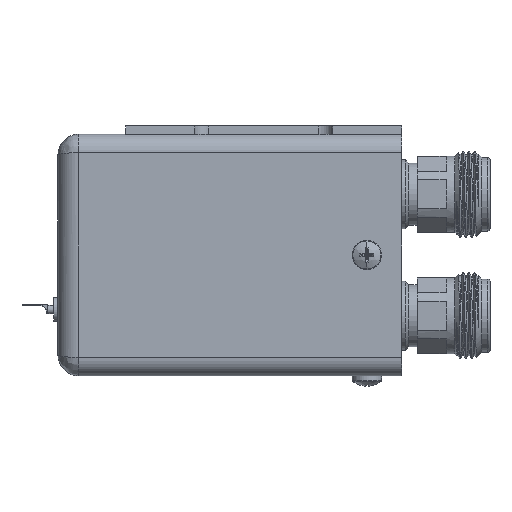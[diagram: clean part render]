
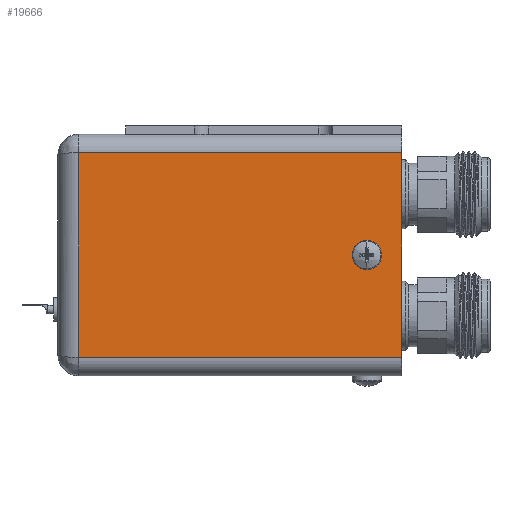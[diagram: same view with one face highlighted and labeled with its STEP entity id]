
A CAD part, left-side view. The second image highlights one B-rep face of the part: STEP entity #19666.
In plain terms, the highlighted planar face has unit normal (-1, 0, 0).
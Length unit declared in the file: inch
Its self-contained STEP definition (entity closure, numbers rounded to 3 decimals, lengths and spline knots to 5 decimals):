
#3 = CARTESIAN_POINT ( 'NONE',  ( -0.875, 2.49, -0.741 ) ) ;
#1093 = DIRECTION ( 'NONE',  ( 0., 0., 1. ) ) ;
#1503 = VECTOR ( 'NONE', #2612, 39.37008 ) ;
#1511 = VECTOR ( 'NONE', #16366, 39.37008 ) ;
#2581 = DIRECTION ( 'NONE',  ( 0., 1., 0. ) ) ;
#2612 = DIRECTION ( 'NONE',  ( 0., 0., 1. ) ) ;
#2792 = DIRECTION ( 'NONE',  ( 0., -1., 0. ) ) ;
#3359 = CARTESIAN_POINT ( 'NONE',  ( -0.875, 0.252, 0. ) ) ;
#3804 = CARTESIAN_POINT ( 'NONE',  ( -0.875, 0.252, 0. ) ) ;
#4005 = AXIS2_PLACEMENT_3D ( 'NONE', #3359, #28160, #30875 ) ;
#5869 = VERTEX_POINT ( 'NONE', #7603 ) ;
#6285 = AXIS2_PLACEMENT_3D ( 'NONE', #8121, #15810, #30072 ) ;
#6401 = ORIENTED_EDGE ( 'NONE', *, *, #31145, .F. ) ;
#7257 = LINE ( 'NONE', #22102, #22635 ) ;
#7603 = CARTESIAN_POINT ( 'NONE',  ( -0.875, 0.252, -0.0675 ) ) ;
#7642 = CARTESIAN_POINT ( 'NONE',  ( -0.875, 0., 0.741 ) ) ;
#8121 = CARTESIAN_POINT ( 'NONE',  ( -0.875, 2.49, 0.875 ) ) ;
#8295 = AXIS2_PLACEMENT_3D ( 'NONE', #3804, #28303, #1093 ) ;
#8296 = EDGE_CURVE ( 'NONE', #24831, #18293, #22076, .T. ) ;
#11017 = CARTESIAN_POINT ( 'NONE',  ( -0.875, 2.34, -0.741 ) ) ;
#12388 = EDGE_CURVE ( 'NONE', #23259, #15501, #14143, .T. ) ;
#13581 = FACE_OUTER_BOUND ( 'NONE', #18766, .T. ) ;
#13856 = ORIENTED_EDGE ( 'NONE', *, *, #12388, .T. ) ;
#14088 = CARTESIAN_POINT ( 'NONE',  ( -0.875, 0.252, 0.0675 ) ) ;
#14143 = LINE ( 'NONE', #16214, #1511 ) ;
#14462 = CIRCLE ( 'NONE', #8295, 0.0675 ) ;
#15501 = VERTEX_POINT ( 'NONE', #7642 ) ;
#15810 = DIRECTION ( 'NONE',  ( 1., 0., 0. ) ) ;
#16214 = CARTESIAN_POINT ( 'NONE',  ( -0.875, 0., 0. ) ) ;
#16366 = DIRECTION ( 'NONE',  ( 0., 0., 1. ) ) ;
#16387 = ORIENTED_EDGE ( 'NONE', *, *, #17545, .F. ) ;
#16481 = EDGE_CURVE ( 'NONE', #28406, #5869, #14462, .T. ) ;
#17545 = EDGE_CURVE ( 'NONE', #18293, #15501, #7257, .T. ) ;
#18293 = VERTEX_POINT ( 'NONE', #21062 ) ;
#18664 = ORIENTED_EDGE ( 'NONE', *, *, #8296, .F. ) ;
#18766 = EDGE_LOOP ( 'NONE', ( #21683, #13856, #16387, #18664 ) ) ;
#19666 = ADVANCED_FACE ( 'NONE', ( #13581, #23305 ), #30557, .F. ) ;
#21062 = CARTESIAN_POINT ( 'NONE',  ( -0.875, 2.34, 0.741 ) ) ;
#21683 = ORIENTED_EDGE ( 'NONE', *, *, #26323, .F. ) ;
#22076 = LINE ( 'NONE', #27248, #1503 ) ;
#22102 = CARTESIAN_POINT ( 'NONE',  ( -0.875, 2.49, 0.741 ) ) ;
#22523 = CARTESIAN_POINT ( 'NONE',  ( -0.875, 0., -0.741 ) ) ;
#22635 = VECTOR ( 'NONE', #2792, 39.37008 ) ;
#23259 = VERTEX_POINT ( 'NONE', #22523 ) ;
#23305 = FACE_BOUND ( 'NONE', #28336, .T. ) ;
#23983 = ORIENTED_EDGE ( 'NONE', *, *, #16481, .F. ) ;
#24457 = LINE ( 'NONE', #3, #28996 ) ;
#24831 = VERTEX_POINT ( 'NONE', #11017 ) ;
#26323 = EDGE_CURVE ( 'NONE', #23259, #24831, #24457, .T. ) ;
#27248 = CARTESIAN_POINT ( 'NONE',  ( -0.875, 2.34, 0.875 ) ) ;
#27426 = CIRCLE ( 'NONE', #4005, 0.0675 ) ;
#28160 = DIRECTION ( 'NONE',  ( -1., 0., 0. ) ) ;
#28303 = DIRECTION ( 'NONE',  ( -1., 0., 0. ) ) ;
#28336 = EDGE_LOOP ( 'NONE', ( #23983, #6401 ) ) ;
#28406 = VERTEX_POINT ( 'NONE', #14088 ) ;
#28996 = VECTOR ( 'NONE', #2581, 39.37008 ) ;
#30072 = DIRECTION ( 'NONE',  ( 0., 0., -1. ) ) ;
#30557 = PLANE ( 'NONE',  #6285 ) ;
#30875 = DIRECTION ( 'NONE',  ( 0., 0., 1. ) ) ;
#31145 = EDGE_CURVE ( 'NONE', #5869, #28406, #27426, .T. ) ;
